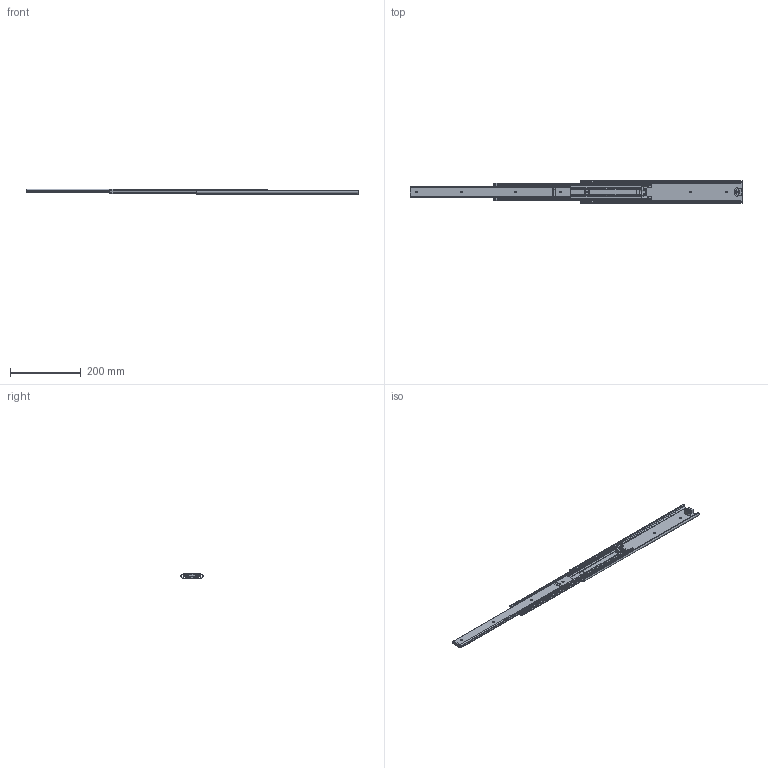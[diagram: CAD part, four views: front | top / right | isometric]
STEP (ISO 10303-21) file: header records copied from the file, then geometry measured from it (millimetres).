
FILE_DESCRIPTION (( 'STEP AP203' ), '1' );
FILE_NAME ('C630-18.STEP', '2020-05-25T07:01:28', ( '' ), ( '' ), 'SwSTEP 2.0', 'SolidWorks 2019', '' );
FILE_SCHEMA (( 'CONFIG_CONTROL_DESIGN' ));
Length unit declared in the file: millimetre
Products named in the file (9): PN68; C630-18; C630-18 CM; PN20E; PN160A; PN161A; PN48B; C630-18 OM; C630-18 IM
Assembly tree (10 placements, depth 2):
  C630-18
    C630-18 OM
    PN161A  x2
    PN20E
    C630-18 CM
    PN160A  x2
    PN48B
    C630-18 IM
    PN68
Bounding box: 938.54 x 63 x 16 mm (x, y, z)
Volume: 182726.7 mm3; surface area: 207444.4 mm2
Topology: 10 solids, 10 shells, 634 faces, 1830 edges, 1207 vertices
Faces by surface type: plane 392, cylinder 240, cone 2
Entity records: 20433 total; most frequent: CARTESIAN_POINT 3912, ORIENTED_EDGE 3378, DIRECTION 3155, EDGE_CURVE 1689, LINE 1167, VECTOR 1167, VERTEX_POINT 1113, AXIS2_PLACEMENT_3D 994
